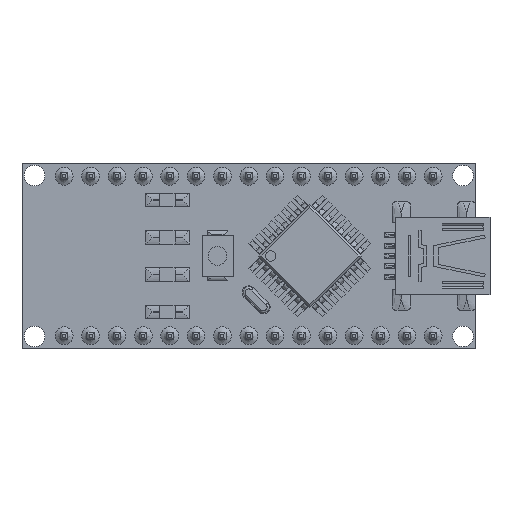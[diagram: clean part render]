
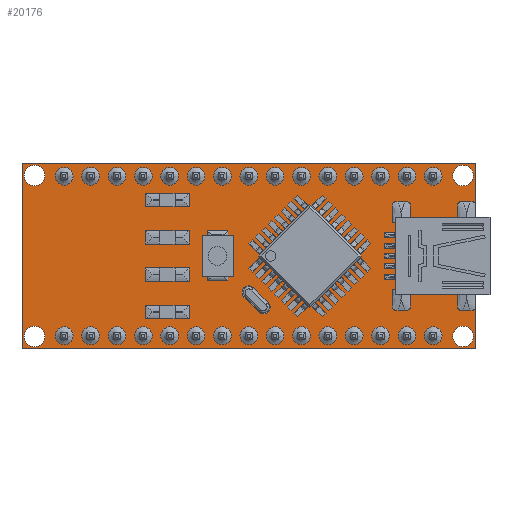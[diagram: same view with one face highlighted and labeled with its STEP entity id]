
A CAD part, front view. The second image highlights one B-rep face of the part: STEP entity #20176.
In plain terms, the highlighted planar face has unit normal (0, -1, 0).
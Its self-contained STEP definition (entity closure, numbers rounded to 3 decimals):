
#182=FACE_BOUND('',#3721,.T.);
#183=FACE_BOUND('',#3722,.T.);
#184=FACE_BOUND('',#3723,.T.);
#185=FACE_BOUND('',#3724,.T.);
#872=CIRCLE('',#22075,1.);
#874=CIRCLE('',#22078,1.);
#876=CIRCLE('',#22081,1.);
#878=CIRCLE('',#22084,1.);
#2526=FACE_OUTER_BOUND('',#3720,.T.);
#3720=EDGE_LOOP('',(#18113,#18114,#18115,#18116));
#3721=EDGE_LOOP('',(#18117));
#3722=EDGE_LOOP('',(#18118));
#3723=EDGE_LOOP('',(#18119));
#3724=EDGE_LOOP('',(#18120));
#5911=LINE('',#35723,#8109);
#5915=LINE('',#35731,#8113);
#5918=LINE('',#35737,#8116);
#5921=LINE('',#35742,#8119);
#8109=VECTOR('',#27549,10.);
#8113=VECTOR('',#27555,10.);
#8116=VECTOR('',#27560,10.);
#8119=VECTOR('',#27565,10.);
#9915=VERTEX_POINT('',#35697);
#9917=VERTEX_POINT('',#35703);
#9919=VERTEX_POINT('',#35709);
#9921=VERTEX_POINT('',#35715);
#9923=VERTEX_POINT('',#35721);
#9924=VERTEX_POINT('',#35722);
#9927=VERTEX_POINT('',#35730);
#9929=VERTEX_POINT('',#35736);
#12637=EDGE_CURVE('',#9915,#9915,#872,.T.);
#12640=EDGE_CURVE('',#9917,#9917,#874,.T.);
#12643=EDGE_CURVE('',#9919,#9919,#876,.T.);
#12646=EDGE_CURVE('',#9921,#9921,#878,.T.);
#12649=EDGE_CURVE('',#9923,#9924,#5911,.T.);
#12653=EDGE_CURVE('',#9924,#9927,#5915,.T.);
#12656=EDGE_CURVE('',#9927,#9929,#5918,.T.);
#12659=EDGE_CURVE('',#9929,#9923,#5921,.T.);
#18113=ORIENTED_EDGE('',*,*,#12659,.T.);
#18114=ORIENTED_EDGE('',*,*,#12649,.T.);
#18115=ORIENTED_EDGE('',*,*,#12653,.T.);
#18116=ORIENTED_EDGE('',*,*,#12656,.T.);
#18117=ORIENTED_EDGE('',*,*,#12637,.T.);
#18118=ORIENTED_EDGE('',*,*,#12640,.T.);
#18119=ORIENTED_EDGE('',*,*,#12643,.T.);
#18120=ORIENTED_EDGE('',*,*,#12646,.T.);
#19009=PLANE('',#22091);
#20176=ADVANCED_FACE('',(#2526,#182,#183,#184,#185),#19009,.F.);
#22075=AXIS2_PLACEMENT_3D('',#35698,#27521,#27522);
#22078=AXIS2_PLACEMENT_3D('',#35704,#27528,#27529);
#22081=AXIS2_PLACEMENT_3D('',#35710,#27535,#27536);
#22084=AXIS2_PLACEMENT_3D('',#35716,#27542,#27543);
#22091=AXIS2_PLACEMENT_3D('',#35745,#27569,#27570);
#27521=DIRECTION('center_axis',(0.,1.,0.));
#27522=DIRECTION('ref_axis',(1.,0.,0.));
#27528=DIRECTION('center_axis',(0.,1.,0.));
#27529=DIRECTION('ref_axis',(-1.,0.,0.));
#27535=DIRECTION('center_axis',(0.,1.,0.));
#27536=DIRECTION('ref_axis',(-1.,0.,0.));
#27542=DIRECTION('center_axis',(0.,1.,0.));
#27543=DIRECTION('ref_axis',(1.,0.,0.));
#27549=DIRECTION('',(0.,0.,-1.));
#27555=DIRECTION('',(1.,0.,0.));
#27560=DIRECTION('',(0.,0.,1.));
#27565=DIRECTION('',(-1.,0.,0.));
#27569=DIRECTION('center_axis',(0.,1.,0.));
#27570=DIRECTION('ref_axis',(1.,0.,0.));
#35697=CARTESIAN_POINT('',(0.2,0.,1.2));
#35698=CARTESIAN_POINT('Origin',(1.2,0.,1.2));
#35703=CARTESIAN_POINT('',(43.5,0.,16.7));
#35704=CARTESIAN_POINT('Origin',(42.5,0.,16.7));
#35709=CARTESIAN_POINT('',(43.5,0.,1.2));
#35710=CARTESIAN_POINT('Origin',(42.5,0.,1.2));
#35715=CARTESIAN_POINT('',(0.2,0.,16.7));
#35716=CARTESIAN_POINT('Origin',(1.2,0.,16.7));
#35721=CARTESIAN_POINT('',(0.,0.,17.9));
#35722=CARTESIAN_POINT('',(0.,0.,0.));
#35723=CARTESIAN_POINT('',(0.,0.,17.9));
#35730=CARTESIAN_POINT('',(43.7,0.,0.));
#35731=CARTESIAN_POINT('',(0.,0.,0.));
#35736=CARTESIAN_POINT('',(43.7,0.,17.9));
#35737=CARTESIAN_POINT('',(43.7,0.,0.));
#35742=CARTESIAN_POINT('',(43.7,0.,17.9));
#35745=CARTESIAN_POINT('Origin',(21.85,0.,8.95));
